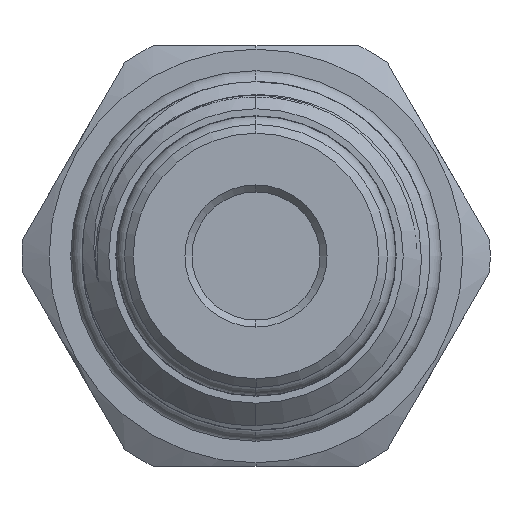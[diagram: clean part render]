
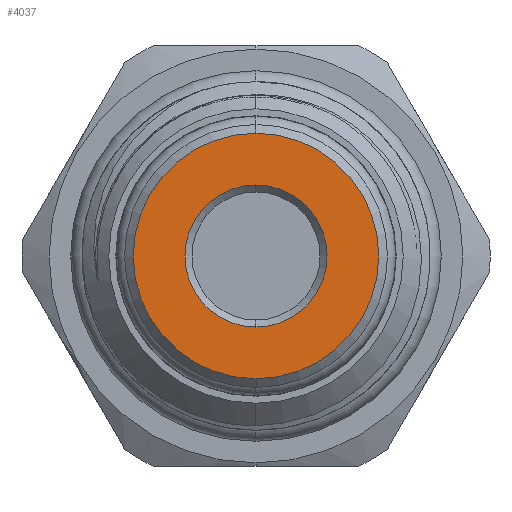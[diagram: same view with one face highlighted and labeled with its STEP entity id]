
A CAD part, left-side view. The second image highlights one B-rep face of the part: STEP entity #4037.
In plain terms, the highlighted planar face has unit normal (-1, 0, 0).
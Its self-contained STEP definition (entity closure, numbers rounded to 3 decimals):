
#467 = VERTEX_POINT ( 'NONE', #11498 ) ;
#594 = CARTESIAN_POINT ( 'NONE',  ( -63.199, 0., 0. ) ) ;
#1318 = ORIENTED_EDGE ( 'NONE', *, *, #3138, .T. ) ;
#1539 = CARTESIAN_POINT ( 'NONE',  ( -63.199, 0., -7. ) ) ;
#1737 = CARTESIAN_POINT ( 'NONE',  ( -63.199, 0., 0. ) ) ;
#1912 = DIRECTION ( 'NONE',  ( 1., 0., 0. ) ) ;
#2053 = DIRECTION ( 'NONE',  ( -1., 0., 0. ) ) ;
#2263 = CARTESIAN_POINT ( 'NONE',  ( -63.199, 0., 4.05 ) ) ;
#2497 = DIRECTION ( 'NONE',  ( 0., 0., -1. ) ) ;
#2772 = VERTEX_POINT ( 'NONE', #10358 ) ;
#2813 = AXIS2_PLACEMENT_3D ( 'NONE', #5831, #2053, #6638 ) ;
#3138 = EDGE_CURVE ( 'NONE', #7865, #467, #11468, .T. ) ;
#3210 = AXIS2_PLACEMENT_3D ( 'NONE', #594, #3324, #7017 ) ;
#3324 = DIRECTION ( 'NONE',  ( 1., 0., 0. ) ) ;
#3621 = DIRECTION ( 'NONE',  ( -1., 0., 0. ) ) ;
#3943 = ORIENTED_EDGE ( 'NONE', *, *, #5736, .T. ) ;
#4037 = ADVANCED_FACE ( 'NONE', ( #11743, #9620 ), #5323, .T. ) ;
#4362 = AXIS2_PLACEMENT_3D ( 'NONE', #1737, #1912, #4677 ) ;
#4374 = CIRCLE ( 'NONE', #3210, 4.05 ) ;
#4503 = AXIS2_PLACEMENT_3D ( 'NONE', #10804, #11720, #2497 ) ;
#4677 = DIRECTION ( 'NONE',  ( 0., 0., -1. ) ) ;
#5323 = PLANE ( 'NONE',  #4503 ) ;
#5736 = EDGE_CURVE ( 'NONE', #11286, #2772, #7108, .T. ) ;
#5831 = CARTESIAN_POINT ( 'NONE',  ( -63.199, 0., 0. ) ) ;
#6097 = EDGE_CURVE ( 'NONE', #467, #7865, #4374, .T. ) ;
#6638 = DIRECTION ( 'NONE',  ( 0., 0., -1. ) ) ;
#6757 = ORIENTED_EDGE ( 'NONE', *, *, #6097, .T. ) ;
#6836 = EDGE_LOOP ( 'NONE', ( #6757, #1318 ) ) ;
#7017 = DIRECTION ( 'NONE',  ( 0., 0., -1. ) ) ;
#7108 = CIRCLE ( 'NONE', #2813, 7. ) ;
#7865 = VERTEX_POINT ( 'NONE', #2263 ) ;
#8047 = EDGE_LOOP ( 'NONE', ( #10934, #3943 ) ) ;
#9049 = EDGE_CURVE ( 'NONE', #2772, #11286, #9233, .T. ) ;
#9180 = DIRECTION ( 'NONE',  ( 0., 0., -1. ) ) ;
#9233 = CIRCLE ( 'NONE', #9333, 7. ) ;
#9333 = AXIS2_PLACEMENT_3D ( 'NONE', #10229, #3621, #9180 ) ;
#9620 = FACE_OUTER_BOUND ( 'NONE', #8047, .T. ) ;
#10229 = CARTESIAN_POINT ( 'NONE',  ( -63.199, 0., 0. ) ) ;
#10358 = CARTESIAN_POINT ( 'NONE',  ( -63.199, 0., 7. ) ) ;
#10804 = CARTESIAN_POINT ( 'NONE',  ( -63.199, -7., 0. ) ) ;
#10934 = ORIENTED_EDGE ( 'NONE', *, *, #9049, .T. ) ;
#11286 = VERTEX_POINT ( 'NONE', #1539 ) ;
#11468 = CIRCLE ( 'NONE', #4362, 4.05 ) ;
#11498 = CARTESIAN_POINT ( 'NONE',  ( -63.199, 0., -4.05 ) ) ;
#11720 = DIRECTION ( 'NONE',  ( -1., 0., 0. ) ) ;
#11743 = FACE_BOUND ( 'NONE', #6836, .T. ) ;
